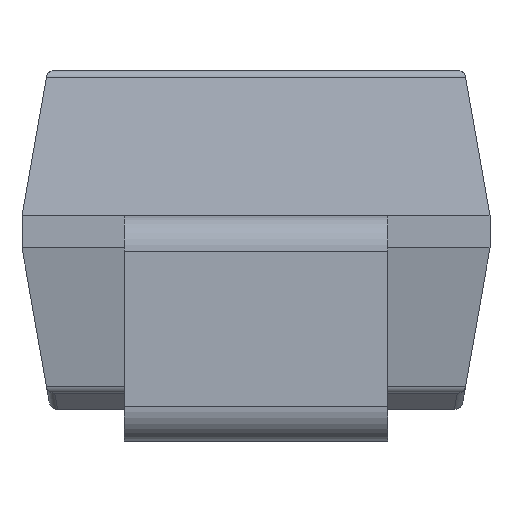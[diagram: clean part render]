
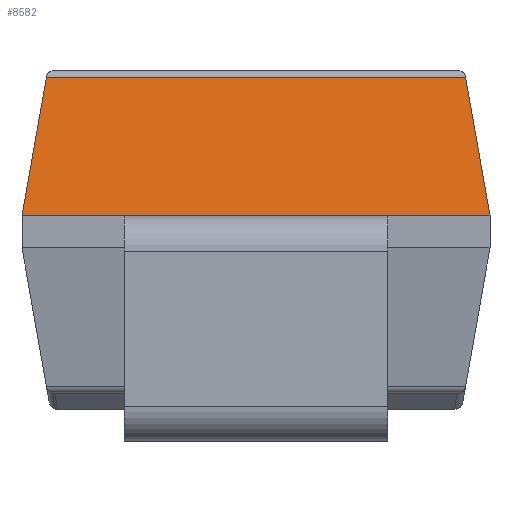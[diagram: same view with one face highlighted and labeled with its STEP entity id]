
A CAD part, left-side view. The second image highlights one B-rep face of the part: STEP entity #8582.
In plain terms, the highlighted planar face has unit normal (-0.985, 0, 0.174).
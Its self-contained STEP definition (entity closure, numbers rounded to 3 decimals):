
#1419 = CYLINDRICAL_SURFACE('',#1420,0.05);
#1420 = AXIS2_PLACEMENT_3D('',#1421,#1422,#1423);
#1421 = CARTESIAN_POINT('',(-2.099,1.45,2.25));
#1422 = DIRECTION('',(0.,-1.,0.));
#1423 = DIRECTION('',(1.,0.,0.));
#5062 = VERTEX_POINT('',#5063);
#5063 = CARTESIAN_POINT('',(-2.149,-1.299,
    2.259));
#5167 = PLANE('',#5168);
#5168 = AXIS2_PLACEMENT_3D('',#5169,#5170,#5171);
#5169 = CARTESIAN_POINT('',(-2.3,-1.291,2.3));
#5170 = DIRECTION('',(0.,0.985,-0.174
    ));
#5171 = DIRECTION('',(0.,-0.174,
    -0.985));
#5456 = VERTEX_POINT('',#5457);
#5457 = CARTESIAN_POINT('',(-2.149,1.299,
    2.259));
#5493 = PLANE('',#5494);
#5494 = AXIS2_PLACEMENT_3D('',#5495,#5496,#5497);
#5495 = CARTESIAN_POINT('',(2.3,1.45,1.4));
#5496 = DIRECTION('',(0.,0.985,0.174)
  );
#5497 = DIRECTION('',(0.,0.174,
    -0.985));
#5621 = EDGE_CURVE('',#5062,#5456,#5622,.T.);
#5622 = SURFACE_CURVE('',#5623,(#5627,#5656),.PCURVE_S1.);
#5623 = LINE('',#5624,#5625);
#5624 = CARTESIAN_POINT('',(-2.149,1.291,
    2.259));
#5625 = VECTOR('',#5626,1.);
#5626 = DIRECTION('',(0.,1.,0.));
#5627 = PCURVE('',#1419,#5628);
#5628 = DEFINITIONAL_REPRESENTATION('',(#5629),#5655);
#5629 = B_SPLINE_CURVE_WITH_KNOTS('',3,(#5630,#5631,#5632,#5633,#5634,
    #5635,#5636,#5637,#5638,#5639,#5640,#5641,#5642,#5643,#5644,#5645,
    #5646,#5647,#5648,#5649,#5650,#5651,#5652,#5653,#5654),
  .UNSPECIFIED.,.F.,.F.,(4,1,1,1,1,1,1,1,1,1,1,1,1,1,1,1,1,1,1,1,1,1,4),
  (-2.59,-2.472,-2.354,-2.236,
    -2.118,-2.,-1.882,-1.764,
    -1.645,-1.527,-1.409,-1.291,
    -1.173,-1.055,-0.937,-0.819,
    -0.701,-0.583,-0.465,-0.347,
    -0.229,-0.111,0.007),.UNSPECIFIED.);
#5630 = CARTESIAN_POINT('',(2.967,2.749));
#5631 = CARTESIAN_POINT('',(2.967,2.709));
#5632 = CARTESIAN_POINT('',(2.967,2.631));
#5633 = CARTESIAN_POINT('',(2.967,2.512));
#5634 = CARTESIAN_POINT('',(2.967,2.394));
#5635 = CARTESIAN_POINT('',(2.967,2.276));
#5636 = CARTESIAN_POINT('',(2.967,2.158));
#5637 = CARTESIAN_POINT('',(2.967,2.04));
#5638 = CARTESIAN_POINT('',(2.967,1.922));
#5639 = CARTESIAN_POINT('',(2.967,1.804));
#5640 = CARTESIAN_POINT('',(2.967,1.686));
#5641 = CARTESIAN_POINT('',(2.967,1.568));
#5642 = CARTESIAN_POINT('',(2.967,1.45));
#5643 = CARTESIAN_POINT('',(2.967,1.332));
#5644 = CARTESIAN_POINT('',(2.967,1.214));
#5645 = CARTESIAN_POINT('',(2.967,1.096));
#5646 = CARTESIAN_POINT('',(2.967,0.978));
#5647 = CARTESIAN_POINT('',(2.967,0.86));
#5648 = CARTESIAN_POINT('',(2.967,0.742));
#5649 = CARTESIAN_POINT('',(2.967,0.624));
#5650 = CARTESIAN_POINT('',(2.967,0.506));
#5651 = CARTESIAN_POINT('',(2.967,0.388));
#5652 = CARTESIAN_POINT('',(2.967,0.269));
#5653 = CARTESIAN_POINT('',(2.967,0.191));
#5654 = CARTESIAN_POINT('',(2.967,0.151));
#5655 = ( GEOMETRIC_REPRESENTATION_CONTEXT(2) 
PARAMETRIC_REPRESENTATION_CONTEXT() REPRESENTATION_CONTEXT('2D SPACE',''
  ) );
#5656 = PCURVE('',#5657,#5662);
#5657 = PLANE('',#5658);
#5658 = AXIS2_PLACEMENT_3D('',#5659,#5660,#5661);
#5659 = CARTESIAN_POINT('',(-2.141,1.45,2.3));
#5660 = DIRECTION('',(0.985,0.,
    -0.174));
#5661 = DIRECTION('',(-0.174,0.,
    -0.985));
#5662 = DEFINITIONAL_REPRESENTATION('',(#5663),#5667);
#5663 = LINE('',#5664,#5665);
#5664 = CARTESIAN_POINT('',(0.042,-0.159));
#5665 = VECTOR('',#5666,1.);
#5666 = DIRECTION('',(0.,1.));
#5667 = ( GEOMETRIC_REPRESENTATION_CONTEXT(2) 
PARAMETRIC_REPRESENTATION_CONTEXT() REPRESENTATION_CONTEXT('2D SPACE',''
  ) );
#8237 = EDGE_CURVE('',#5062,#8238,#8240,.T.);
#8238 = VERTEX_POINT('',#8239);
#8239 = CARTESIAN_POINT('',(-2.3,-1.45,1.4));
#8240 = SURFACE_CURVE('',#8241,(#8245,#8252),.PCURVE_S1.);
#8241 = LINE('',#8242,#8243);
#8242 = CARTESIAN_POINT('',(-2.061,-1.211,
    2.755));
#8243 = VECTOR('',#8244,1.);
#8244 = DIRECTION('',(-0.171,-0.171,-0.97));
#8245 = PCURVE('',#5167,#8246);
#8246 = DEFINITIONAL_REPRESENTATION('',(#8247),#8251);
#8247 = LINE('',#8248,#8249);
#8248 = CARTESIAN_POINT('',(-0.462,-0.239));
#8249 = VECTOR('',#8250,1.);
#8250 = DIRECTION('',(0.985,0.171));
#8251 = ( GEOMETRIC_REPRESENTATION_CONTEXT(2) 
PARAMETRIC_REPRESENTATION_CONTEXT() REPRESENTATION_CONTEXT('2D SPACE',''
  ) );
#8252 = PCURVE('',#5657,#8253);
#8253 = DEFINITIONAL_REPRESENTATION('',(#8254),#8258);
#8254 = LINE('',#8255,#8256);
#8255 = CARTESIAN_POINT('',(-0.462,-2.661));
#8256 = VECTOR('',#8257,1.);
#8257 = DIRECTION('',(0.985,-0.171));
#8258 = ( GEOMETRIC_REPRESENTATION_CONTEXT(2) 
PARAMETRIC_REPRESENTATION_CONTEXT() REPRESENTATION_CONTEXT('2D SPACE',''
  ) );
#8510 = EDGE_CURVE('',#5456,#8511,#8513,.T.);
#8511 = VERTEX_POINT('',#8512);
#8512 = CARTESIAN_POINT('',(-2.3,1.45,1.4));
#8513 = SURFACE_CURVE('',#8514,(#8518,#8525),.PCURVE_S1.);
#8514 = LINE('',#8515,#8516);
#8515 = CARTESIAN_POINT('',(-2.146,1.296,2.274));
#8516 = VECTOR('',#8517,1.);
#8517 = DIRECTION('',(-0.171,0.171,-0.97));
#8518 = PCURVE('',#5493,#8519);
#8519 = DEFINITIONAL_REPRESENTATION('',(#8520),#8524);
#8520 = LINE('',#8521,#8522);
#8521 = CARTESIAN_POINT('',(-0.887,4.446));
#8522 = VECTOR('',#8523,1.);
#8523 = DIRECTION('',(0.985,0.171));
#8524 = ( GEOMETRIC_REPRESENTATION_CONTEXT(2) 
PARAMETRIC_REPRESENTATION_CONTEXT() REPRESENTATION_CONTEXT('2D SPACE',''
  ) );
#8525 = PCURVE('',#5657,#8526);
#8526 = DEFINITIONAL_REPRESENTATION('',(#8527),#8531);
#8527 = LINE('',#8528,#8529);
#8528 = CARTESIAN_POINT('',(0.027,-0.154));
#8529 = VECTOR('',#8530,1.);
#8530 = DIRECTION('',(0.985,0.171));
#8531 = ( GEOMETRIC_REPRESENTATION_CONTEXT(2) 
PARAMETRIC_REPRESENTATION_CONTEXT() REPRESENTATION_CONTEXT('2D SPACE',''
  ) );
#8582 = ADVANCED_FACE('',(#8583),#5657,.F.);
#8583 = FACE_BOUND('',#8584,.F.);
#8584 = EDGE_LOOP('',(#8585,#8586,#8614,#8642,#8668,#8669));
#8585 = ORIENTED_EDGE('',*,*,#8237,.T.);
#8586 = ORIENTED_EDGE('',*,*,#8587,.T.);
#8587 = EDGE_CURVE('',#8238,#8588,#8590,.T.);
#8588 = VERTEX_POINT('',#8589);
#8589 = CARTESIAN_POINT('',(-2.3,-0.815,1.4));
#8590 = SURFACE_CURVE('',#8591,(#8595,#8602),.PCURVE_S1.);
#8591 = LINE('',#8592,#8593);
#8592 = CARTESIAN_POINT('',(-2.3,1.45,1.4));
#8593 = VECTOR('',#8594,1.);
#8594 = DIRECTION('',(0.,1.,0.));
#8595 = PCURVE('',#5657,#8596);
#8596 = DEFINITIONAL_REPRESENTATION('',(#8597),#8601);
#8597 = LINE('',#8598,#8599);
#8598 = CARTESIAN_POINT('',(0.914,0.));
#8599 = VECTOR('',#8600,1.);
#8600 = DIRECTION('',(0.,1.));
#8601 = ( GEOMETRIC_REPRESENTATION_CONTEXT(2) 
PARAMETRIC_REPRESENTATION_CONTEXT() REPRESENTATION_CONTEXT('2D SPACE',''
  ) );
#8602 = PCURVE('',#8603,#8608);
#8603 = PLANE('',#8604);
#8604 = AXIS2_PLACEMENT_3D('',#8605,#8606,#8607);
#8605 = CARTESIAN_POINT('',(-2.3,1.45,0.3));
#8606 = DIRECTION('',(1.,0.,0.));
#8607 = DIRECTION('',(0.,1.,0.));
#8608 = DEFINITIONAL_REPRESENTATION('',(#8609),#8613);
#8609 = LINE('',#8610,#8611);
#8610 = CARTESIAN_POINT('',(0.,1.1));
#8611 = VECTOR('',#8612,1.);
#8612 = DIRECTION('',(1.,0.));
#8613 = ( GEOMETRIC_REPRESENTATION_CONTEXT(2) 
PARAMETRIC_REPRESENTATION_CONTEXT() REPRESENTATION_CONTEXT('2D SPACE',''
  ) );
#8614 = ORIENTED_EDGE('',*,*,#8615,.F.);
#8615 = EDGE_CURVE('',#8616,#8588,#8618,.T.);
#8616 = VERTEX_POINT('',#8617);
#8617 = CARTESIAN_POINT('',(-2.3,0.815,1.4));
#8618 = SURFACE_CURVE('',#8619,(#8623,#8630),.PCURVE_S1.);
#8619 = LINE('',#8620,#8621);
#8620 = CARTESIAN_POINT('',(-2.3,0.815,1.4));
#8621 = VECTOR('',#8622,1.);
#8622 = DIRECTION('',(0.,-1.,0.));
#8623 = PCURVE('',#5657,#8624);
#8624 = DEFINITIONAL_REPRESENTATION('',(#8625),#8629);
#8625 = LINE('',#8626,#8627);
#8626 = CARTESIAN_POINT('',(0.914,-0.635));
#8627 = VECTOR('',#8628,1.);
#8628 = DIRECTION('',(0.,-1.));
#8629 = ( GEOMETRIC_REPRESENTATION_CONTEXT(2) 
PARAMETRIC_REPRESENTATION_CONTEXT() REPRESENTATION_CONTEXT('2D SPACE',''
  ) );
#8630 = PCURVE('',#8631,#8636);
#8631 = PLANE('',#8632);
#8632 = AXIS2_PLACEMENT_3D('',#8633,#8634,#8635);
#8633 = CARTESIAN_POINT('',(-2.3,0.815,1.4));
#8634 = DIRECTION('',(0.,0.,-1.));
#8635 = DIRECTION('',(0.,-1.,0.));
#8636 = DEFINITIONAL_REPRESENTATION('',(#8637),#8641);
#8637 = LINE('',#8638,#8639);
#8638 = CARTESIAN_POINT('',(0.,0.));
#8639 = VECTOR('',#8640,1.);
#8640 = DIRECTION('',(1.,0.));
#8641 = ( GEOMETRIC_REPRESENTATION_CONTEXT(2) 
PARAMETRIC_REPRESENTATION_CONTEXT() REPRESENTATION_CONTEXT('2D SPACE',''
  ) );
#8642 = ORIENTED_EDGE('',*,*,#8643,.T.);
#8643 = EDGE_CURVE('',#8616,#8511,#8644,.T.);
#8644 = SURFACE_CURVE('',#8645,(#8649,#8656),.PCURVE_S1.);
#8645 = LINE('',#8646,#8647);
#8646 = CARTESIAN_POINT('',(-2.3,1.45,1.4));
#8647 = VECTOR('',#8648,1.);
#8648 = DIRECTION('',(0.,1.,0.));
#8649 = PCURVE('',#5657,#8650);
#8650 = DEFINITIONAL_REPRESENTATION('',(#8651),#8655);
#8651 = LINE('',#8652,#8653);
#8652 = CARTESIAN_POINT('',(0.914,0.));
#8653 = VECTOR('',#8654,1.);
#8654 = DIRECTION('',(0.,1.));
#8655 = ( GEOMETRIC_REPRESENTATION_CONTEXT(2) 
PARAMETRIC_REPRESENTATION_CONTEXT() REPRESENTATION_CONTEXT('2D SPACE',''
  ) );
#8656 = PCURVE('',#8657,#8662);
#8657 = PLANE('',#8658);
#8658 = AXIS2_PLACEMENT_3D('',#8659,#8660,#8661);
#8659 = CARTESIAN_POINT('',(-2.3,1.45,0.3));
#8660 = DIRECTION('',(1.,0.,0.));
#8661 = DIRECTION('',(0.,1.,0.));
#8662 = DEFINITIONAL_REPRESENTATION('',(#8663),#8667);
#8663 = LINE('',#8664,#8665);
#8664 = CARTESIAN_POINT('',(0.,1.1));
#8665 = VECTOR('',#8666,1.);
#8666 = DIRECTION('',(1.,0.));
#8667 = ( GEOMETRIC_REPRESENTATION_CONTEXT(2) 
PARAMETRIC_REPRESENTATION_CONTEXT() REPRESENTATION_CONTEXT('2D SPACE',''
  ) );
#8668 = ORIENTED_EDGE('',*,*,#8510,.F.);
#8669 = ORIENTED_EDGE('',*,*,#5621,.F.);
